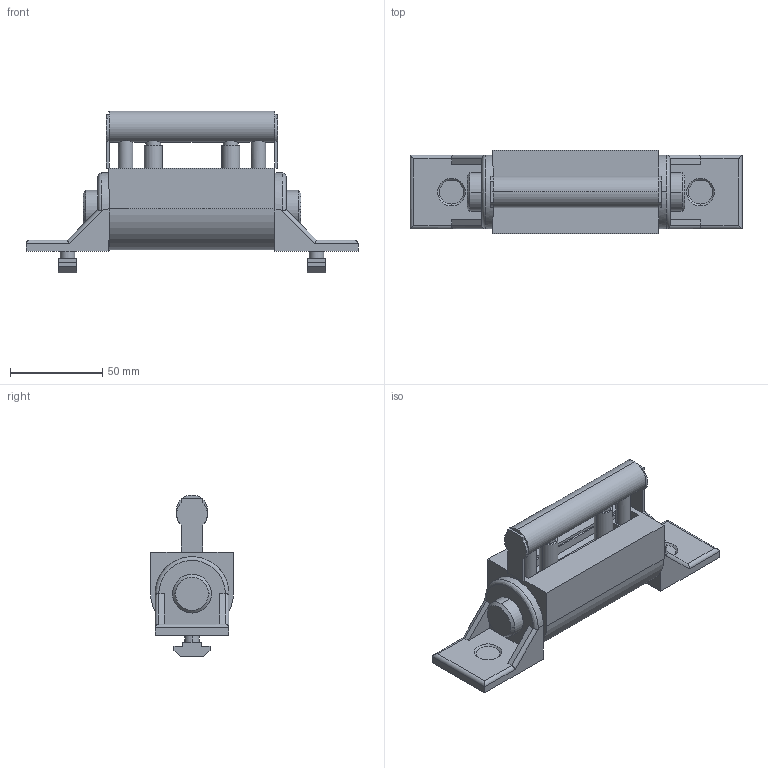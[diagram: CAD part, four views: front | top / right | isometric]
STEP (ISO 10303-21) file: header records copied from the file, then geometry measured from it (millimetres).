
FILE_DESCRIPTION (( 'STEP AP214' ), '1' );
FILE_NAME ('6121448', '2019-02-04T08:22:00', ( '' ), ('JUGARD+KÜNSTNER GmbH'), 'SwSTEP 2.0', 'SolidWorks 2017', '' );
FILE_SCHEMA (( 'AUTOMOTIVE_DESIGN' ));
Length unit declared in the file: millimetre
Products named in the file (1): 6121448_CNAJF00
Bounding box: 180 x 45 x 87.8 mm (x, y, z)
Surface area: 44098 mm2 (no closed solid volume)
Topology: 0 solids, 1 shells, 176 faces, 471 edges, 298 vertices
Faces by surface type: plane 114, cylinder 48, cone 12, bspline 2
Entity records: 6219 total; most frequent: CARTESIAN_POINT 1384, ORIENTED_EDGE 934, DIRECTION 899, EDGE_CURVE 471, LINE 341, VECTOR 341, VERTEX_POINT 298, AXIS2_PLACEMENT_3D 279
